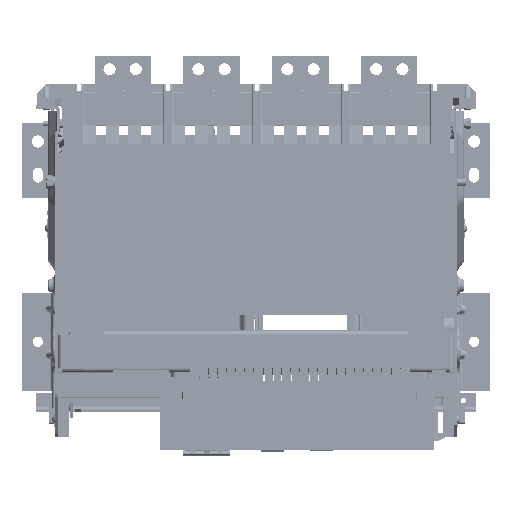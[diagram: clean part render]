
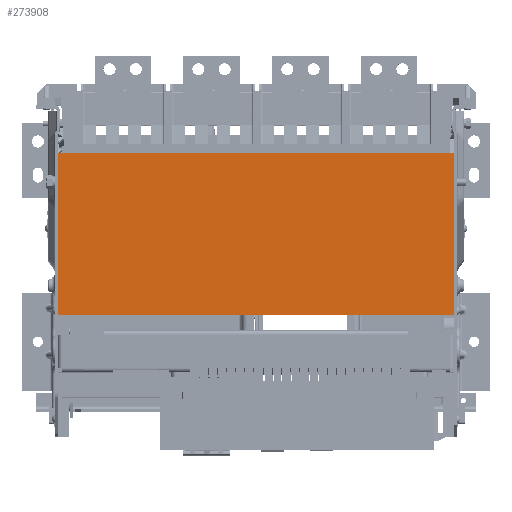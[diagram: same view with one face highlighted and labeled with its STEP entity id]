
A CAD part, top view. The second image highlights one B-rep face of the part: STEP entity #273908.
In plain terms, the highlighted planar face has unit normal (0, 0, 1).
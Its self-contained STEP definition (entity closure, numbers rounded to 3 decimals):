
#50127=DIRECTION('',(0.,1.,0.));
#50128=VECTOR('',#50127,173.);
#50129=CARTESIAN_POINT('',(-212.,103.,433.));
#50130=LINE('',#50129,#50128);
#50131=DIRECTION('',(1.,0.,0.));
#50132=VECTOR('',#50131,424.);
#50133=CARTESIAN_POINT('',(-212.,276.,433.));
#50134=LINE('',#50133,#50132);
#50135=DIRECTION('',(0.,-1.,0.));
#50136=VECTOR('',#50135,173.);
#50137=CARTESIAN_POINT('',(212.,276.,433.));
#50138=LINE('',#50137,#50136);
#50139=DIRECTION('',(-1.,0.,0.));
#50140=VECTOR('',#50139,424.);
#50141=CARTESIAN_POINT('',(212.,103.,433.));
#50142=LINE('',#50141,#50140);
#165576=CARTESIAN_POINT('',(-212.,103.,433.));
#165577=VERTEX_POINT('',#165576);
#165578=CARTESIAN_POINT('',(212.,103.,433.));
#165579=VERTEX_POINT('',#165578);
#165741=CARTESIAN_POINT('',(-212.,276.,433.));
#165743=VERTEX_POINT('',#165741);
#165759=CARTESIAN_POINT('',(212.,276.,433.));
#165760=VERTEX_POINT('',#165759);
#273897=CARTESIAN_POINT('',(0.,189.5,433.));
#273898=DIRECTION('',(0.,0.,1.));
#273899=DIRECTION('',(1.,0.,0.));
#273900=AXIS2_PLACEMENT_3D('',#273897,#273898,#273899);
#273901=PLANE('',#273900);
#273902=ORIENTED_EDGE('',*,*,#210866,.T.);
#273903=ORIENTED_EDGE('',*,*,#210723,.T.);
#273904=ORIENTED_EDGE('',*,*,#273891,.T.);
#273905=ORIENTED_EDGE('',*,*,#210490,.T.);
#273906=EDGE_LOOP('',(#273902,#273903,#273904,#273905));
#273907=FACE_OUTER_BOUND('',#273906,.F.);
#273908=ADVANCED_FACE('',(#273907),#273901,.T.);
#210490=EDGE_CURVE('',#165579,#165577,#50142,.T.);
#210723=EDGE_CURVE('',#165743,#165760,#50134,.T.);
#210866=EDGE_CURVE('',#165577,#165743,#50130,.T.);
#273891=EDGE_CURVE('',#165760,#165579,#50138,.T.);
